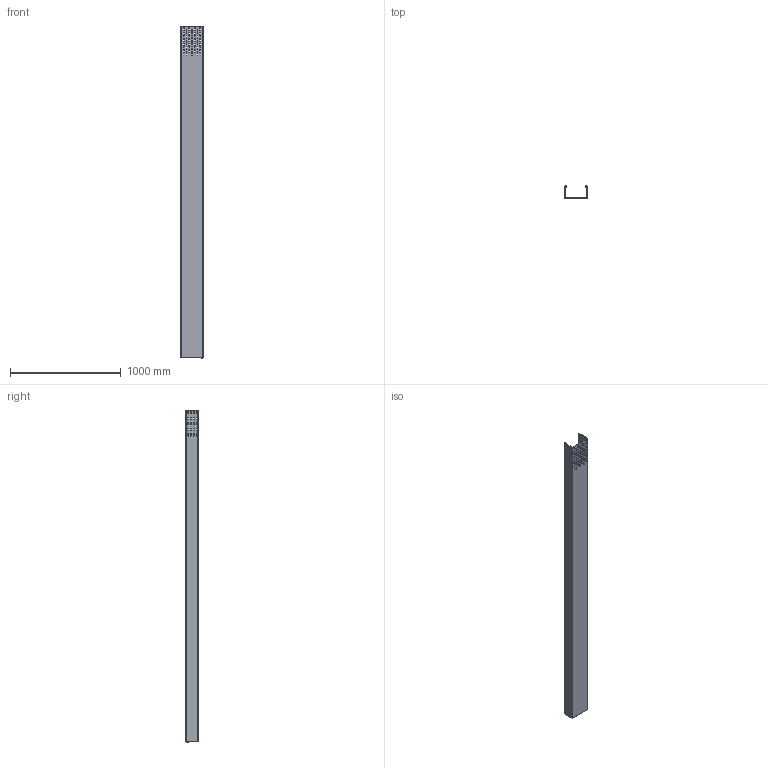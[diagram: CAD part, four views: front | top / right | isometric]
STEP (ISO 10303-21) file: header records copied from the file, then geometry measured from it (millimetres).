
FILE_DESCRIPTION (( 'STEP AP214' ), '1' );
FILE_NAME ('6060625.STEP', '2025-08-18T12:20:37', ( '' ), ( '' ), 'SwSTEP 2.0', 'SolidWorks 2024', '' );
FILE_SCHEMA (( 'AUTOMOTIVE_DESIGN' ));
Length unit declared in the file: millimetre
Products named in the file (1): 6060625
Bounding box: 200 x 110 x 3000 mm (x, y, z)
Volume: 1321870.8 mm3; surface area: 2660221 mm2
Topology: 1 solids, 1 shells, 375 faces, 1095 edges, 722 vertices
Faces by surface type: cylinder 195, plane 180
Entity records: 12830 total; most frequent: DIRECTION 2237, CARTESIAN_POINT 2193, ORIENTED_EDGE 2190, EDGE_CURVE 1095, AXIS2_PLACEMENT_3D 766, VERTEX_POINT 722, LINE 705, VECTOR 705
